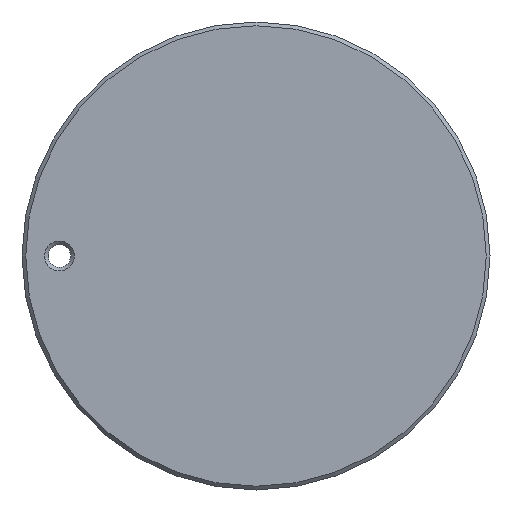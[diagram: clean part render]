
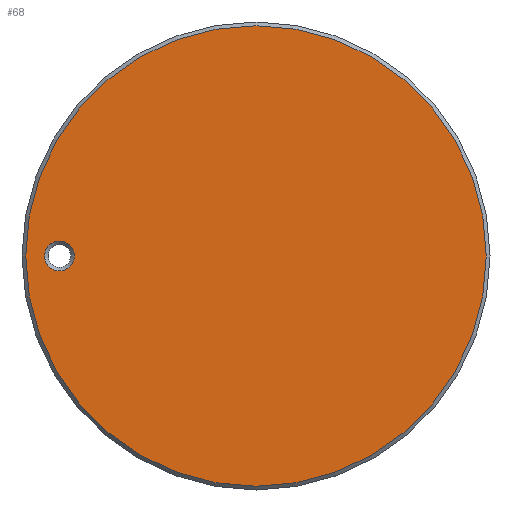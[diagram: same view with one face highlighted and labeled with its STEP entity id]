
A CAD part, left-side view. The second image highlights one B-rep face of the part: STEP entity #68.
In plain terms, the highlighted planar face has unit normal (-1, 0, 0).
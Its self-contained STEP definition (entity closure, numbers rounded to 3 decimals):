
#54=FACE_BOUND('',#104,.T.);
#68=ADVANCED_FACE('',(#54,#83),#75,.F.);
#75=PLANE('',#198);
#83=FACE_OUTER_BOUND('',#105,.T.);
#104=EDGE_LOOP('',(#130));
#105=EDGE_LOOP('',(#131));
#130=ORIENTED_EDGE('',*,*,#161,.T.);
#131=ORIENTED_EDGE('',*,*,#160,.F.);
#147=VERTEX_POINT('',#286);
#148=VERTEX_POINT('',#289);
#160=EDGE_CURVE('',#147,#147,#173,.T.);
#161=EDGE_CURVE('',#148,#148,#174,.T.);
#173=CIRCLE('',#195,61.5);
#174=CIRCLE('',#197,4.);
#195=AXIS2_PLACEMENT_3D('',#285,#240,#241);
#197=AXIS2_PLACEMENT_3D('',#288,#244,#245);
#198=AXIS2_PLACEMENT_3D('',#290,#246,#247);
#240=DIRECTION('',(1.,0.,0.));
#241=DIRECTION('',(0.,0.,-1.));
#244=DIRECTION('',(1.,0.,0.));
#245=DIRECTION('',(0.,0.,-1.));
#246=DIRECTION('',(1.,0.,0.));
#247=DIRECTION('',(0.,0.,-1.));
#285=CARTESIAN_POINT('',(257.194,160.,0.));
#286=CARTESIAN_POINT('',(257.194,160.,-61.5));
#288=CARTESIAN_POINT('',(257.194,212.5,0.));
#289=CARTESIAN_POINT('',(257.194,212.5,-4.));
#290=CARTESIAN_POINT('',(257.194,212.5,0.));
